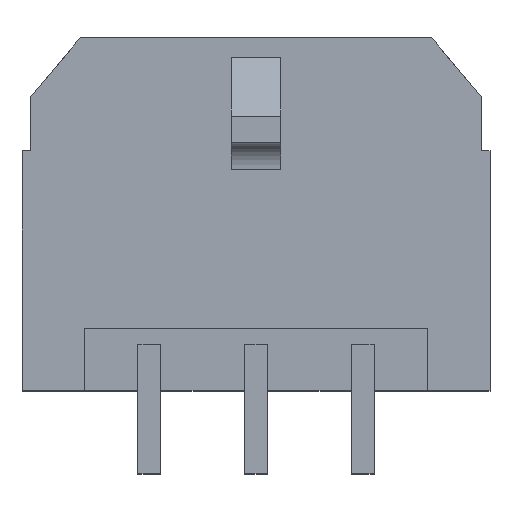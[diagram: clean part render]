
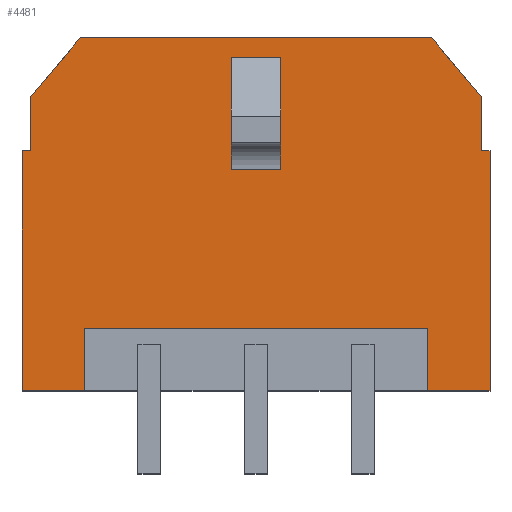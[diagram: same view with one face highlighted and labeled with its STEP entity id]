
A CAD part, top view. The second image highlights one B-rep face of the part: STEP entity #4481.
In plain terms, the highlighted planar face has unit normal (0, 0, 1).
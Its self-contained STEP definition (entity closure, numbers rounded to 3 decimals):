
#80 = VERTEX_POINT('',#81);
#81 = CARTESIAN_POINT('',(9.325,5.75,7.36));
#87 = EDGE_CURVE('',#80,#88,#90,.T.);
#88 = VERTEX_POINT('',#89);
#89 = CARTESIAN_POINT('',(9.325,7.27,7.36));
#90 = LINE('',#91,#92);
#91 = CARTESIAN_POINT('',(9.325,5.75,7.36));
#92 = VECTOR('',#93,1.);
#93 = DIRECTION('',(0.,1.,0.));
#205 = VERTEX_POINT('',#206);
#206 = CARTESIAN_POINT('',(9.575,5.75,7.36));
#212 = EDGE_CURVE('',#205,#80,#213,.T.);
#213 = LINE('',#214,#215);
#214 = CARTESIAN_POINT('',(9.575,5.75,7.36));
#215 = VECTOR('',#216,1.);
#216 = DIRECTION('',(-1.,0.,0.));
#476 = VERTEX_POINT('',#477);
#477 = CARTESIAN_POINT('',(-3.325,5.75,7.36));
#483 = EDGE_CURVE('',#476,#484,#486,.T.);
#484 = VERTEX_POINT('',#485);
#485 = CARTESIAN_POINT('',(-3.575,5.75,7.36));
#486 = LINE('',#487,#488);
#487 = CARTESIAN_POINT('',(-3.325,5.75,7.36));
#488 = VECTOR('',#489,1.);
#489 = DIRECTION('',(-1.,0.,0.));
#610 = VERTEX_POINT('',#611);
#611 = CARTESIAN_POINT('',(-3.325,7.27,7.36));
#617 = EDGE_CURVE('',#476,#610,#618,.T.);
#618 = LINE('',#619,#620);
#619 = CARTESIAN_POINT('',(-3.325,5.75,7.36));
#620 = VECTOR('',#621,1.);
#621 = DIRECTION('',(0.,1.,0.));
#1578 = VERTEX_POINT('',#1579);
#1579 = CARTESIAN_POINT('',(9.575,-0.99,7.36));
#1585 = EDGE_CURVE('',#1578,#205,#1586,.T.);
#1586 = LINE('',#1587,#1588);
#1587 = CARTESIAN_POINT('',(9.575,-0.99,7.36));
#1588 = VECTOR('',#1589,1.);
#1589 = DIRECTION('',(0.,1.,0.));
#3984 = VERTEX_POINT('',#3985);
#3985 = CARTESIAN_POINT('',(-3.575,-0.99,7.36));
#3991 = EDGE_CURVE('',#3984,#3992,#3994,.T.);
#3992 = VERTEX_POINT('',#3993);
#3993 = CARTESIAN_POINT('',(-1.825,-0.99,7.36));
#3994 = LINE('',#3995,#3996);
#3995 = CARTESIAN_POINT('',(-3.575,-0.99,7.36));
#3996 = VECTOR('',#3997,1.);
#3997 = DIRECTION('',(1.,0.,0.));
#4150 = VERTEX_POINT('',#4151);
#4151 = CARTESIAN_POINT('',(7.825,-0.99,7.36));
#4157 = EDGE_CURVE('',#4150,#1578,#4158,.T.);
#4158 = LINE('',#4159,#4160);
#4159 = CARTESIAN_POINT('',(7.825,-0.99,7.36));
#4160 = VECTOR('',#4161,1.);
#4161 = DIRECTION('',(1.,0.,0.));
#4417 = EDGE_CURVE('',#484,#3984,#4418,.T.);
#4418 = LINE('',#4419,#4420);
#4419 = CARTESIAN_POINT('',(-3.575,5.75,7.36));
#4420 = VECTOR('',#4421,1.);
#4421 = DIRECTION('',(0.,-1.,0.));
#4481 = ADVANCED_FACE('',(#4482,#4536),#4570,.T.);
#4482 = FACE_BOUND('',#4483,.F.);
#4483 = EDGE_LOOP('',(#4484,#4492,#4500,#4506,#4507,#4508,#4509,#4510,
    #4518,#4526,#4532,#4533,#4534,#4535));
#4484 = ORIENTED_EDGE('',*,*,#4485,.T.);
#4485 = EDGE_CURVE('',#4150,#4486,#4488,.T.);
#4486 = VERTEX_POINT('',#4487);
#4487 = CARTESIAN_POINT('',(7.825,0.76,7.36));
#4488 = LINE('',#4489,#4490);
#4489 = CARTESIAN_POINT('',(7.825,-0.99,7.36));
#4490 = VECTOR('',#4491,1.);
#4491 = DIRECTION('',(0.,1.,0.));
#4492 = ORIENTED_EDGE('',*,*,#4493,.T.);
#4493 = EDGE_CURVE('',#4486,#4494,#4496,.T.);
#4494 = VERTEX_POINT('',#4495);
#4495 = CARTESIAN_POINT('',(-1.825,0.76,7.36));
#4496 = LINE('',#4497,#4498);
#4497 = CARTESIAN_POINT('',(7.825,0.76,7.36));
#4498 = VECTOR('',#4499,1.);
#4499 = DIRECTION('',(-1.,0.,0.));
#4500 = ORIENTED_EDGE('',*,*,#4501,.F.);
#4501 = EDGE_CURVE('',#3992,#4494,#4502,.T.);
#4502 = LINE('',#4503,#4504);
#4503 = CARTESIAN_POINT('',(-1.825,-0.99,7.36));
#4504 = VECTOR('',#4505,1.);
#4505 = DIRECTION('',(0.,1.,0.));
#4506 = ORIENTED_EDGE('',*,*,#3991,.F.);
#4507 = ORIENTED_EDGE('',*,*,#4417,.F.);
#4508 = ORIENTED_EDGE('',*,*,#483,.F.);
#4509 = ORIENTED_EDGE('',*,*,#617,.T.);
#4510 = ORIENTED_EDGE('',*,*,#4511,.T.);
#4511 = EDGE_CURVE('',#610,#4512,#4514,.T.);
#4512 = VERTEX_POINT('',#4513);
#4513 = CARTESIAN_POINT('',(-1.94,8.92,7.36));
#4514 = LINE('',#4515,#4516);
#4515 = CARTESIAN_POINT('',(-3.325,7.27,7.36));
#4516 = VECTOR('',#4517,1.);
#4517 = DIRECTION('',(0.643,0.766,0.)
  );
#4518 = ORIENTED_EDGE('',*,*,#4519,.F.);
#4519 = EDGE_CURVE('',#4520,#4512,#4522,.T.);
#4520 = VERTEX_POINT('',#4521);
#4521 = CARTESIAN_POINT('',(7.94,8.92,7.36));
#4522 = LINE('',#4523,#4524);
#4523 = CARTESIAN_POINT('',(7.94,8.92,7.36));
#4524 = VECTOR('',#4525,1.);
#4525 = DIRECTION('',(-1.,0.,0.));
#4526 = ORIENTED_EDGE('',*,*,#4527,.T.);
#4527 = EDGE_CURVE('',#4520,#88,#4528,.T.);
#4528 = LINE('',#4529,#4530);
#4529 = CARTESIAN_POINT('',(7.94,8.92,7.36));
#4530 = VECTOR('',#4531,1.);
#4531 = DIRECTION('',(0.643,-0.766,0.
    ));
#4532 = ORIENTED_EDGE('',*,*,#87,.F.);
#4533 = ORIENTED_EDGE('',*,*,#212,.F.);
#4534 = ORIENTED_EDGE('',*,*,#1585,.F.);
#4535 = ORIENTED_EDGE('',*,*,#4157,.F.);
#4536 = FACE_BOUND('',#4537,.F.);
#4537 = EDGE_LOOP('',(#4538,#4548,#4556,#4564));
#4538 = ORIENTED_EDGE('',*,*,#4539,.F.);
#4539 = EDGE_CURVE('',#4540,#4542,#4544,.T.);
#4540 = VERTEX_POINT('',#4541);
#4541 = CARTESIAN_POINT('',(3.7,8.38,7.36));
#4542 = VERTEX_POINT('',#4543);
#4543 = CARTESIAN_POINT('',(3.7,5.22,7.36));
#4544 = LINE('',#4545,#4546);
#4545 = CARTESIAN_POINT('',(3.7,8.38,7.36));
#4546 = VECTOR('',#4547,1.);
#4547 = DIRECTION('',(0.,-1.,0.));
#4548 = ORIENTED_EDGE('',*,*,#4549,.T.);
#4549 = EDGE_CURVE('',#4540,#4550,#4552,.T.);
#4550 = VERTEX_POINT('',#4551);
#4551 = CARTESIAN_POINT('',(2.3,8.38,7.36));
#4552 = LINE('',#4553,#4554);
#4553 = CARTESIAN_POINT('',(3.7,8.38,7.36));
#4554 = VECTOR('',#4555,1.);
#4555 = DIRECTION('',(-1.,0.,0.));
#4556 = ORIENTED_EDGE('',*,*,#4557,.T.);
#4557 = EDGE_CURVE('',#4550,#4558,#4560,.T.);
#4558 = VERTEX_POINT('',#4559);
#4559 = CARTESIAN_POINT('',(2.3,5.22,7.36));
#4560 = LINE('',#4561,#4562);
#4561 = CARTESIAN_POINT('',(2.3,8.38,7.36));
#4562 = VECTOR('',#4563,1.);
#4563 = DIRECTION('',(0.,-1.,0.));
#4564 = ORIENTED_EDGE('',*,*,#4565,.F.);
#4565 = EDGE_CURVE('',#4542,#4558,#4566,.T.);
#4566 = LINE('',#4567,#4568);
#4567 = CARTESIAN_POINT('',(3.7,5.22,7.36));
#4568 = VECTOR('',#4569,1.);
#4569 = DIRECTION('',(-1.,0.,0.));
#4570 = PLANE('',#4571);
#4571 = AXIS2_PLACEMENT_3D('',#4572,#4573,#4574);
#4572 = CARTESIAN_POINT('',(9.325,-0.99,7.36));
#4573 = DIRECTION('',(0.,0.,1.));
#4574 = DIRECTION('',(0.,1.,0.));
